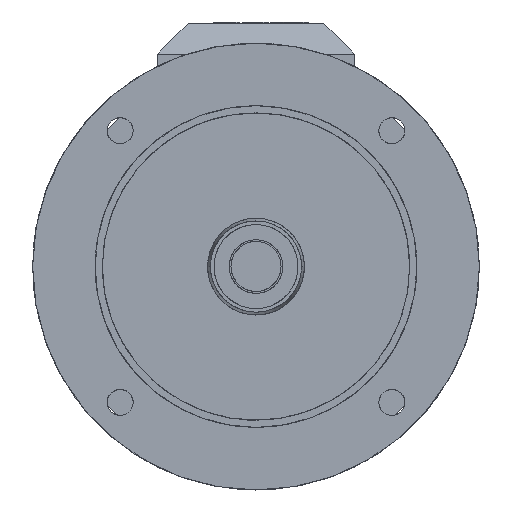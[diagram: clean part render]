
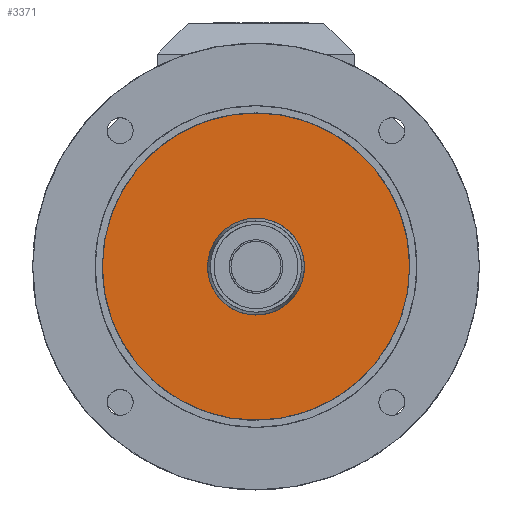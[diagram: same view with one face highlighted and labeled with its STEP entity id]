
A CAD part, top view. The second image highlights one B-rep face of the part: STEP entity #3371.
In plain terms, the highlighted planar face has unit normal (0, 0, 1).
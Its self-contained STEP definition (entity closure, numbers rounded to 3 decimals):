
#70=FACE_BOUND('',#3893,.T.);
#71=FACE_BOUND('',#3894,.T.);
#3371=ADVANCED_FACE('',(#70,#71),#3543,.T.);
#3543=PLANE('',#7108);
#3893=EDGE_LOOP('',(#4406,#4407));
#3894=EDGE_LOOP('',(#4408,#4409));
#4406=ORIENTED_EDGE('',*,*,#6250,.T.);
#4407=ORIENTED_EDGE('',*,*,#6251,.T.);
#4408=ORIENTED_EDGE('',*,*,#6252,.T.);
#4409=ORIENTED_EDGE('',*,*,#6253,.T.);
#5328=VERTEX_POINT('',#9972);
#5329=VERTEX_POINT('',#9973);
#5330=VERTEX_POINT('',#10010);
#5331=VERTEX_POINT('',#10011);
#6250=EDGE_CURVE('',#5328,#5329,#6894,.T.);
#6251=EDGE_CURVE('',#5329,#5328,#6895,.T.);
#6252=EDGE_CURVE('',#5330,#5331,#6896,.T.);
#6253=EDGE_CURVE('',#5331,#5330,#6897,.T.);
#6894=B_SPLINE_CURVE_WITH_KNOTS('',3,(#9954,#9955,#9956,#9957,#9958,#9959,
#9960,#9961,#9962,#9963,#9964,#9965,#9966,#9967,#9968,#9969,#9970,#9971),
 .UNSPECIFIED.,.F.,.F.,(4,2,2,2,2,2,2,2,4),(0.,0.125,0.25,0.375,0.5,0.625,
0.75,0.875,1.),.UNSPECIFIED.);
#6895=B_SPLINE_CURVE_WITH_KNOTS('',3,(#9974,#9975,#9976,#9977,#9978,#9979,
#9980,#9981,#9982,#9983,#9984,#9985,#9986,#9987,#9988,#9989,#9990,#9991),
 .UNSPECIFIED.,.F.,.F.,(4,2,2,2,2,2,2,2,4),(0.,0.125,0.25,0.375,0.5,0.625,
0.75,0.875,1.),.UNSPECIFIED.);
#6896=B_SPLINE_CURVE_WITH_KNOTS('',3,(#9992,#9993,#9994,#9995,#9996,#9997,
#9998,#9999,#10000,#10001,#10002,#10003,#10004,#10005,#10006,#10007,#10008,
#10009),.UNSPECIFIED.,.F.,.F.,(4,2,2,2,2,2,2,2,4),(0.,0.125,0.25,0.375,0.5,
0.625,0.75,0.875,1.),.UNSPECIFIED.);
#6897=B_SPLINE_CURVE_WITH_KNOTS('',3,(#10012,#10013,#10014,#10015,#10016,
#10017,#10018,#10019,#10020,#10021,#10022,#10023,#10024,#10025,#10026,#10027,
#10028,#10029),.UNSPECIFIED.,.F.,.F.,(4,2,2,2,2,2,2,2,4),(0.,0.125,0.25,
0.375,0.5,0.625,0.75,0.875,1.),.UNSPECIFIED.);
#7108=AXIS2_PLACEMENT_3D('',#10030,#7772,#7773);
#7772=DIRECTION('',(0.,0.,1.));
#7773=DIRECTION('',(1.,0.,0.));
#9954=CARTESIAN_POINT('',(27.087,0.,237.5));
#9955=CARTESIAN_POINT('',(27.086,-3.595,237.5));
#9956=CARTESIAN_POINT('',(26.398,-7.049,237.5));
#9957=CARTESIAN_POINT('',(23.652,-13.682,237.5));
#9958=CARTESIAN_POINT('',(21.691,-16.615,237.5));
#9959=CARTESIAN_POINT('',(16.615,-21.692,237.5));
#9960=CARTESIAN_POINT('',(13.682,-23.651,237.5));
#9961=CARTESIAN_POINT('',(7.049,-26.399,237.5));
#9962=CARTESIAN_POINT('',(3.59,-27.087,237.5));
#9963=CARTESIAN_POINT('',(-3.59,-27.087,237.5));
#9964=CARTESIAN_POINT('',(-7.049,-26.398,237.5));
#9965=CARTESIAN_POINT('',(-13.682,-23.652,237.5));
#9966=CARTESIAN_POINT('',(-16.615,-21.691,237.5));
#9967=CARTESIAN_POINT('',(-21.692,-16.615,237.5));
#9968=CARTESIAN_POINT('',(-23.651,-13.682,237.5));
#9969=CARTESIAN_POINT('',(-26.399,-7.05,237.5));
#9970=CARTESIAN_POINT('',(-27.086,-3.597,237.5));
#9971=CARTESIAN_POINT('',(-27.087,0.,237.5));
#9972=CARTESIAN_POINT('',(27.087,0.,237.5));
#9973=CARTESIAN_POINT('',(-27.087,0.,237.5));
#9974=CARTESIAN_POINT('',(-27.087,0.,237.5));
#9975=CARTESIAN_POINT('',(-27.086,3.595,237.5));
#9976=CARTESIAN_POINT('',(-26.398,7.049,237.5));
#9977=CARTESIAN_POINT('',(-23.652,13.682,237.5));
#9978=CARTESIAN_POINT('',(-21.691,16.615,237.5));
#9979=CARTESIAN_POINT('',(-16.615,21.692,237.5));
#9980=CARTESIAN_POINT('',(-13.682,23.651,237.5));
#9981=CARTESIAN_POINT('',(-7.049,26.399,237.5));
#9982=CARTESIAN_POINT('',(-3.59,27.087,237.5));
#9983=CARTESIAN_POINT('',(3.59,27.087,237.5));
#9984=CARTESIAN_POINT('',(7.049,26.398,237.5));
#9985=CARTESIAN_POINT('',(13.682,23.652,237.5));
#9986=CARTESIAN_POINT('',(16.615,21.691,237.5));
#9987=CARTESIAN_POINT('',(21.692,16.615,237.5));
#9988=CARTESIAN_POINT('',(23.651,13.682,237.5));
#9989=CARTESIAN_POINT('',(26.399,7.05,237.5));
#9990=CARTESIAN_POINT('',(27.086,3.597,237.5));
#9991=CARTESIAN_POINT('',(27.087,0.,237.5));
#9992=CARTESIAN_POINT('',(86.,0.,237.5));
#9993=CARTESIAN_POINT('',(85.999,11.299,237.5));
#9994=CARTESIAN_POINT('',(83.774,22.48,237.5));
#9995=CARTESIAN_POINT('',(75.133,43.342,237.5));
#9996=CARTESIAN_POINT('',(68.794,52.828,237.5));
#9997=CARTESIAN_POINT('',(52.828,68.795,237.5));
#9998=CARTESIAN_POINT('',(43.341,75.133,237.5));
#9999=CARTESIAN_POINT('',(22.48,83.774,237.5));
#10000=CARTESIAN_POINT('',(11.29,86.,237.5));
#10001=CARTESIAN_POINT('',(-11.29,86.,237.5));
#10002=CARTESIAN_POINT('',(-22.48,83.774,237.5));
#10003=CARTESIAN_POINT('',(-43.342,75.133,237.5));
#10004=CARTESIAN_POINT('',(-52.828,68.794,237.5));
#10005=CARTESIAN_POINT('',(-68.795,52.828,237.5));
#10006=CARTESIAN_POINT('',(-75.132,43.343,237.5));
#10007=CARTESIAN_POINT('',(-83.775,22.479,237.5));
#10008=CARTESIAN_POINT('',(-85.999,11.302,237.5));
#10009=CARTESIAN_POINT('',(-86.,0.,237.5));
#10010=CARTESIAN_POINT('',(86.,0.,237.5));
#10011=CARTESIAN_POINT('',(-86.,0.,237.5));
#10012=CARTESIAN_POINT('',(-86.,0.,237.5));
#10013=CARTESIAN_POINT('',(-85.999,-11.299,237.5));
#10014=CARTESIAN_POINT('',(-83.774,-22.48,237.5));
#10015=CARTESIAN_POINT('',(-75.133,-43.342,237.5));
#10016=CARTESIAN_POINT('',(-68.794,-52.828,237.5));
#10017=CARTESIAN_POINT('',(-52.828,-68.795,237.5));
#10018=CARTESIAN_POINT('',(-43.341,-75.133,237.5));
#10019=CARTESIAN_POINT('',(-22.48,-83.774,237.5));
#10020=CARTESIAN_POINT('',(-11.29,-86.,237.5));
#10021=CARTESIAN_POINT('',(11.29,-86.,237.5));
#10022=CARTESIAN_POINT('',(22.48,-83.774,237.5));
#10023=CARTESIAN_POINT('',(43.342,-75.133,237.5));
#10024=CARTESIAN_POINT('',(52.828,-68.794,237.5));
#10025=CARTESIAN_POINT('',(68.795,-52.828,237.5));
#10026=CARTESIAN_POINT('',(75.132,-43.343,237.5));
#10027=CARTESIAN_POINT('',(83.775,-22.479,237.5));
#10028=CARTESIAN_POINT('',(85.999,-11.302,237.5));
#10029=CARTESIAN_POINT('',(86.,0.,237.5));
#10030=CARTESIAN_POINT('',(87.032,-87.032,237.5));
